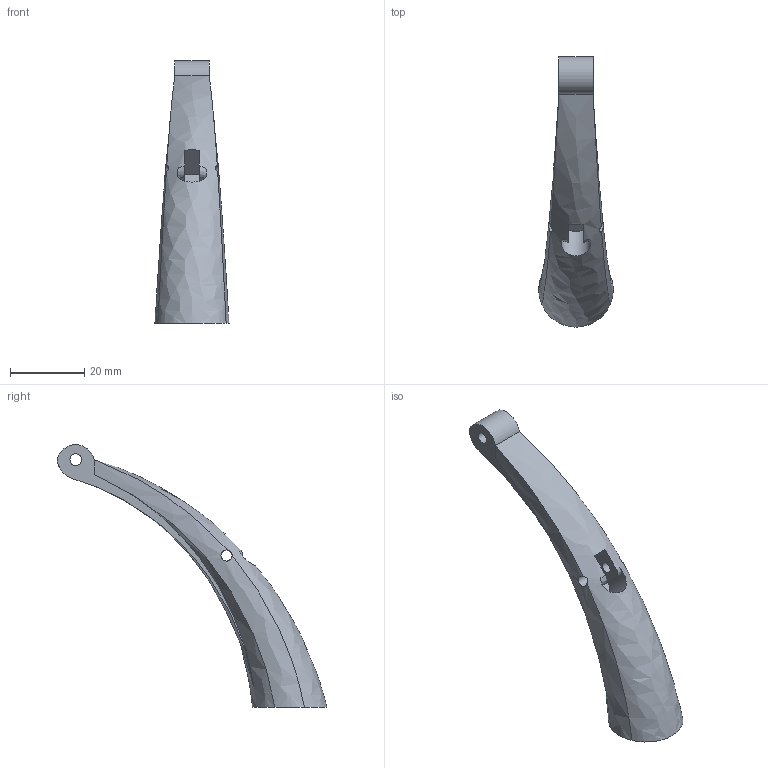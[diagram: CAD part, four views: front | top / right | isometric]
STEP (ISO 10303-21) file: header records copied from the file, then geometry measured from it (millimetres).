
FILE_DESCRIPTION(/* description */ (''),/* implementation_level */ '2;1');
FILE_NAME(/* name */ 'Leg v2.step',/* time_stamp */ '2025-06-09T20:48:46+02:00',/* author */ (''),/* organization */ (''),/* preprocessor_version */ 'ST-DEVELOPER v20.1',/* originating_system */ 'Autodesk Translation Framework v14.10.0.0',/* authorisation */ '');
FILE_SCHEMA (('AUTOMOTIVE_DESIGN { 1 0 10303 214 3 1 1 }'));
Length unit declared in the file: millimetre
Products named in the file (2): Leg; Leg_1
Assembly tree (1 placements, depth 2):
  Leg
    Leg_1
Bounding box: 19.93 x 72.5 x 70.55 mm (x, y, z)
Volume: 13424.7 mm3; surface area: 5149.9 mm2
Topology: 1 solids, 1 shells, 24 faces, 66 edges, 44 vertices
Faces by surface type: plane 10, bspline 8, cylinder 6
Full cylindrical faces by diameter (mm): 3 x2, 3.1 x1, 5 x1
Entity records: 1748 total; most frequent: CARTESIAN_POINT 1142, ORIENTED_EDGE 132, DIRECTION 83, EDGE_CURVE 66, VERTEX_POINT 44, B_SPLINE_CURVE_WITH_KNOTS 34, AXIS2_PLACEMENT_3D 32, EDGE_LOOP 30
